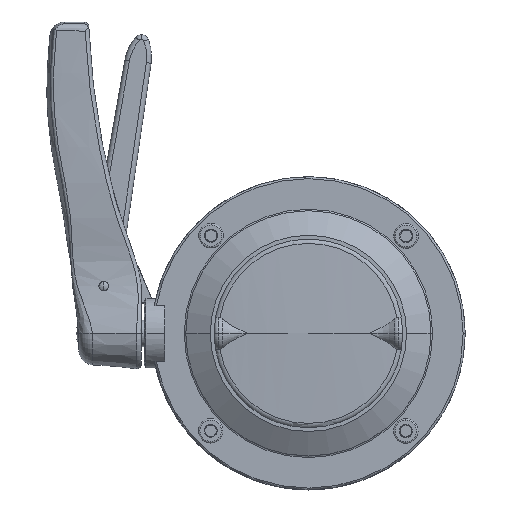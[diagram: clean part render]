
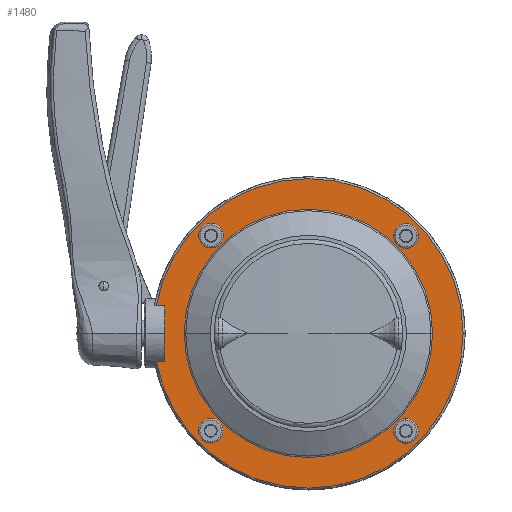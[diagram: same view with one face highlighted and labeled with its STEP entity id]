
A CAD part, left-side view. The second image highlights one B-rep face of the part: STEP entity #1480.
In plain terms, the highlighted planar face has unit normal (-1, 0, 0).
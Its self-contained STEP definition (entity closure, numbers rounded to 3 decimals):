
#10=CARTESIAN_POINT('',(46.,73.,0.));
#20=DIRECTION('',(-1.,0.,0.));
#30=DIRECTION('',(0.,-1.,0.));
#40=AXIS2_PLACEMENT_3D('',#10,#20,#30);
#50=PLANE('',#40);
#60=CARTESIAN_POINT('',(46.,0.,0.));
#70=DIRECTION('',(-1.,0.,0.));
#80=DIRECTION('',(0.,1.,0.));
#90=AXIS2_PLACEMENT_3D('',#60,#70,#80);
#100=CIRCLE('',#90,82.);
#110=CARTESIAN_POINT('',(46.,81.295,
10.731));
#120=VERTEX_POINT('',#110);
#130=CARTESIAN_POINT('',(46.,82.,0.));
#140=VERTEX_POINT('',#130);
#150=EDGE_CURVE('',#120,#140,#100,.T.);
#160=ORIENTED_EDGE('',*,*,#150,.T.);
#170=CARTESIAN_POINT('',(46.,0.,10.731));
#180=DIRECTION('',(0.,1.,0.));
#190=VECTOR('',#180,1.);
#200=LINE('',#170,#190);
#210=CARTESIAN_POINT('',(46.,76.079,
10.731));
#220=VERTEX_POINT('',#210);
#230=EDGE_CURVE('',#220,#120,#200,.T.);
#240=ORIENTED_EDGE('',*,*,#230,.T.);
#250=CARTESIAN_POINT('',(46.,76.079,0.));
#260=DIRECTION('',(0.,0.,-1.));
#270=VECTOR('',#260,1.);
#280=LINE('',#250,#270);
#290=CARTESIAN_POINT('',(46.,76.079,
14.731));
#300=VERTEX_POINT('',#290);
#310=EDGE_CURVE('',#300,#220,#280,.T.);
#320=ORIENTED_EDGE('',*,*,#310,.T.);
#330=CARTESIAN_POINT('',(46.,87.079,
14.731));
#340=DIRECTION('',(0.,1.,0.));
#350=VECTOR('',#340,1.);
#360=LINE('',#330,#350);
#370=CARTESIAN_POINT('',(46.,80.666,
14.731));
#380=VERTEX_POINT('',#370);
#390=EDGE_CURVE('',#300,#380,#360,.T.);
#400=ORIENTED_EDGE('',*,*,#390,.F.);
#410=CARTESIAN_POINT('',(46.,-82.,0.));
#420=VERTEX_POINT('',#410);
#430=EDGE_CURVE('',#420,#380,#100,.T.);
#440=ORIENTED_EDGE('',*,*,#430,.T.);
#450=CARTESIAN_POINT('',(46.,80.666,
-14.731));
#460=VERTEX_POINT('',#450);
#470=EDGE_CURVE('',#460,#420,#100,.T.);
#480=ORIENTED_EDGE('',*,*,#470,.T.);
#490=CARTESIAN_POINT('',(46.,87.079,
-14.731));
#500=DIRECTION('',(0.,1.,0.));
#510=VECTOR('',#500,1.);
#520=LINE('',#490,#510);
#530=CARTESIAN_POINT('',(46.,76.079,
-14.731));
#540=VERTEX_POINT('',#530);
#550=EDGE_CURVE('',#540,#460,#520,.T.);
#560=ORIENTED_EDGE('',*,*,#550,.T.);
#570=CARTESIAN_POINT('',(46.,76.079,
-10.731));
#580=VERTEX_POINT('',#570);
#590=EDGE_CURVE('',#580,#540,#280,.T.);
#600=ORIENTED_EDGE('',*,*,#590,.T.);
#610=CARTESIAN_POINT('',(46.,0.,-10.731));
#620=DIRECTION('',(0.,-1.,0.));
#630=VECTOR('',#620,1.);
#640=LINE('',#610,#630);
#650=CARTESIAN_POINT('',(46.,81.295,
-10.731));
#660=VERTEX_POINT('',#650);
#670=EDGE_CURVE('',#660,#580,#640,.T.);
#680=ORIENTED_EDGE('',*,*,#670,.T.);
#690=EDGE_CURVE('',#140,#660,#100,.T.);
#700=ORIENTED_EDGE('',*,*,#690,.T.);
#710=EDGE_LOOP('',(#700,#680,#600,#560,#480,#440,#400,#320,#240,#160));
#720=FACE_OUTER_BOUND('',#710,.T.);
#730=CARTESIAN_POINT('',(46.,0.,0.));
#740=DIRECTION('',(-1.,0.,0.));
#750=DIRECTION('',(0.,1.,0.));
#760=AXIS2_PLACEMENT_3D('',#730,#740,#750);
#770=CIRCLE('',#760,65.8);
#780=CARTESIAN_POINT('',(46.,65.8,0.));
#790=VERTEX_POINT('',#780);
#800=CARTESIAN_POINT('',(46.,-65.8,0.));
#810=VERTEX_POINT('',#800);
#820=EDGE_CURVE('',#790,#810,#770,.T.);
#830=ORIENTED_EDGE('',*,*,#820,.F.);
#840=EDGE_CURVE('',#810,#790,#770,.T.);
#850=ORIENTED_EDGE('',*,*,#840,.F.);
#860=EDGE_LOOP('',(#850,#830));
#870=FACE_BOUND('',#860,.T.);
#880=CARTESIAN_POINT('',(46.,51.619,
51.769));
#890=DIRECTION('',(1.,0.,0.));
#900=DIRECTION('',(0.,0.,-1.));
#910=AXIS2_PLACEMENT_3D('',#880,#890,#900);
#920=CIRCLE('',#910,6.5);
#930=CARTESIAN_POINT('',(46.,51.619,
58.269));
#940=VERTEX_POINT('',#930);
#950=CARTESIAN_POINT('',(46.,51.619,
45.269));
#960=VERTEX_POINT('',#950);
#970=EDGE_CURVE('',#940,#960,#920,.T.);
#980=ORIENTED_EDGE('',*,*,#970,.T.);
#990=EDGE_CURVE('',#960,#940,#920,.T.);
#1000=ORIENTED_EDGE('',*,*,#990,.T.);
#1010=EDGE_LOOP('',(#1000,#980));
#1020=FACE_BOUND('',#1010,.T.);
#1030=CARTESIAN_POINT('',(46.,-51.769,
51.619));
#1040=DIRECTION('',(1.,0.,0.));
#1050=DIRECTION('',(0.,1.,0.));
#1060=AXIS2_PLACEMENT_3D('',#1030,#1040,#1050);
#1070=CIRCLE('',#1060,6.5);
#1080=CARTESIAN_POINT('',(46.,-58.269,
51.619));
#1090=VERTEX_POINT('',#1080);
#1100=CARTESIAN_POINT('',(46.,-45.269,
51.619));
#1110=VERTEX_POINT('',#1100);
#1120=EDGE_CURVE('',#1090,#1110,#1070,.T.);
#1130=ORIENTED_EDGE('',*,*,#1120,.T.);
#1140=EDGE_CURVE('',#1110,#1090,#1070,.T.);
#1150=ORIENTED_EDGE('',*,*,#1140,.T.);
#1160=EDGE_LOOP('',(#1150,#1130));
#1170=FACE_BOUND('',#1160,.T.);
#1180=CARTESIAN_POINT('',(46.,-51.619,
-51.769));
#1190=DIRECTION('',(1.,0.,0.));
#1200=DIRECTION('',(0.,0.,1.));
#1210=AXIS2_PLACEMENT_3D('',#1180,#1190,#1200);
#1220=CIRCLE('',#1210,6.5);
#1230=CARTESIAN_POINT('',(46.,-51.619,
-58.269));
#1240=VERTEX_POINT('',#1230);
#1250=CARTESIAN_POINT('',(46.,-51.619,
-45.269));
#1260=VERTEX_POINT('',#1250);
#1270=EDGE_CURVE('',#1240,#1260,#1220,.T.);
#1280=ORIENTED_EDGE('',*,*,#1270,.T.);
#1290=EDGE_CURVE('',#1260,#1240,#1220,.T.);
#1300=ORIENTED_EDGE('',*,*,#1290,.T.);
#1310=EDGE_LOOP('',(#1300,#1280));
#1320=FACE_BOUND('',#1310,.T.);
#1330=CARTESIAN_POINT('',(46.,51.769,
-51.619));
#1340=DIRECTION('',(1.,0.,0.));
#1350=DIRECTION('',(0.,-1.,0.));
#1360=AXIS2_PLACEMENT_3D('',#1330,#1340,#1350);
#1370=CIRCLE('',#1360,6.5);
#1380=CARTESIAN_POINT('',(46.,58.269,
-51.619));
#1390=VERTEX_POINT('',#1380);
#1400=CARTESIAN_POINT('',(46.,45.269,
-51.619));
#1410=VERTEX_POINT('',#1400);
#1420=EDGE_CURVE('',#1390,#1410,#1370,.T.);
#1430=ORIENTED_EDGE('',*,*,#1420,.T.);
#1440=EDGE_CURVE('',#1410,#1390,#1370,.T.);
#1450=ORIENTED_EDGE('',*,*,#1440,.T.);
#1460=EDGE_LOOP('',(#1450,#1430));
#1470=FACE_BOUND('',#1460,.T.);
#1480=ADVANCED_FACE('',(#720,#870,#1020,#1170,#1320,#1470),#50,.T.);
